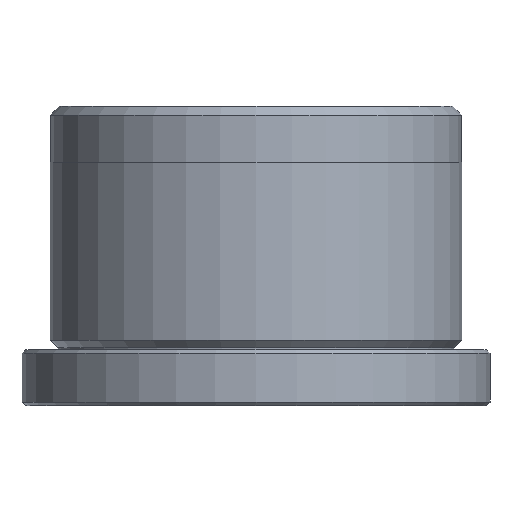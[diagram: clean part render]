
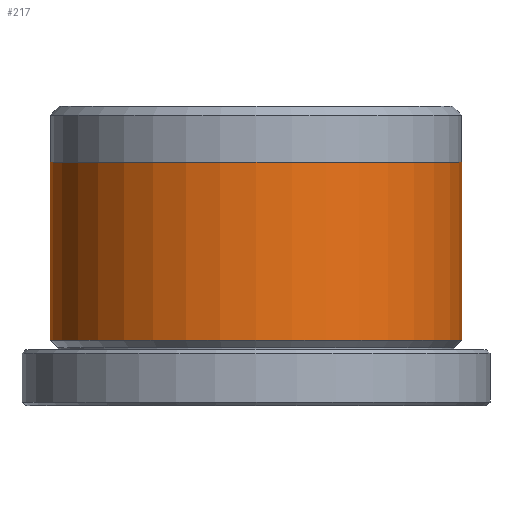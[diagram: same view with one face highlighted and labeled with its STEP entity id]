
A CAD part, front view. The second image highlights one B-rep face of the part: STEP entity #217.
In plain terms, the highlighted cylindrical face has radius 11 mm (diameter 22 mm), a partial arc.
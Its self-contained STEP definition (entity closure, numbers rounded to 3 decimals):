
#42 = CARTESIAN_POINT ( 'NONE',  ( -11., 0., 16. ) ) ;
#184 = AXIS2_PLACEMENT_3D ( 'NONE', #1331, #481, #1479 ) ;
#198 = ORIENTED_EDGE ( 'NONE', *, *, #777, .F. ) ;
#202 = CARTESIAN_POINT ( 'NONE',  ( 11., 0., 16. ) ) ;
#216 = CARTESIAN_POINT ( 'NONE',  ( -11., 0., 3.5 ) ) ;
#217 = ADVANCED_FACE ( 'NONE', ( #1114 ), #315, .T. ) ;
#287 = DIRECTION ( 'NONE',  ( 0., 0., 1. ) ) ;
#315 = CYLINDRICAL_SURFACE ( 'NONE', #530, 11. ) ;
#319 = CARTESIAN_POINT ( 'NONE',  ( 11., 0., 13. ) ) ;
#343 = CARTESIAN_POINT ( 'NONE',  ( 0., 0., 16. ) ) ;
#431 = VERTEX_POINT ( 'NONE', #1325 ) ;
#481 = DIRECTION ( 'NONE',  ( 0., 0., -1. ) ) ;
#507 = ORIENTED_EDGE ( 'NONE', *, *, #953, .T. ) ;
#530 = AXIS2_PLACEMENT_3D ( 'NONE', #343, #627, #641 ) ;
#535 = CIRCLE ( 'NONE', #184, 11. ) ;
#615 = DIRECTION ( 'NONE',  ( 0., 0., -1. ) ) ;
#627 = DIRECTION ( 'NONE',  ( 0., 0., -1. ) ) ;
#641 = DIRECTION ( 'NONE',  ( -1., 0., 0. ) ) ;
#660 = AXIS2_PLACEMENT_3D ( 'NONE', #1134, #287, #1279 ) ;
#777 = EDGE_CURVE ( 'NONE', #431, #1101, #535, .T. ) ;
#842 = LINE ( 'NONE', #202, #1609 ) ;
#855 = EDGE_CURVE ( 'NONE', #897, #1709, #1111, .T. ) ;
#897 = VERTEX_POINT ( 'NONE', #1006 ) ;
#951 = ORIENTED_EDGE ( 'NONE', *, *, #855, .F. ) ;
#953 = EDGE_CURVE ( 'NONE', #897, #1101, #1020, .T. ) ;
#1006 = CARTESIAN_POINT ( 'NONE',  ( -11., 0., 13. ) ) ;
#1018 = DIRECTION ( 'NONE',  ( 0., 0., -1. ) ) ;
#1020 = LINE ( 'NONE', #42, #1699 ) ;
#1054 = EDGE_CURVE ( 'NONE', #1709, #431, #842, .T. ) ;
#1101 = VERTEX_POINT ( 'NONE', #216 ) ;
#1111 = CIRCLE ( 'NONE', #660, 11. ) ;
#1114 = FACE_OUTER_BOUND ( 'NONE', #1515, .T. ) ;
#1132 = ORIENTED_EDGE ( 'NONE', *, *, #1054, .F. ) ;
#1134 = CARTESIAN_POINT ( 'NONE',  ( 0., 0., 13. ) ) ;
#1279 = DIRECTION ( 'NONE',  ( 1., 0., 0. ) ) ;
#1325 = CARTESIAN_POINT ( 'NONE',  ( 11., 0., 3.5 ) ) ;
#1331 = CARTESIAN_POINT ( 'NONE',  ( 0., 0., 3.5 ) ) ;
#1479 = DIRECTION ( 'NONE',  ( -1., 0., 0. ) ) ;
#1515 = EDGE_LOOP ( 'NONE', ( #1132, #951, #507, #198 ) ) ;
#1609 = VECTOR ( 'NONE', #615, 1000. ) ;
#1699 = VECTOR ( 'NONE', #1018, 1000. ) ;
#1709 = VERTEX_POINT ( 'NONE', #319 ) ;
